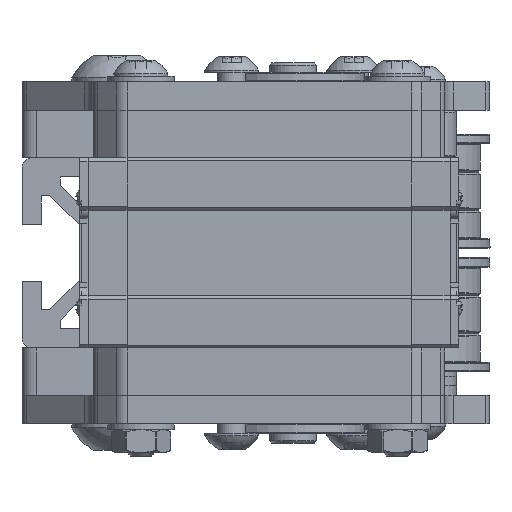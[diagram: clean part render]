
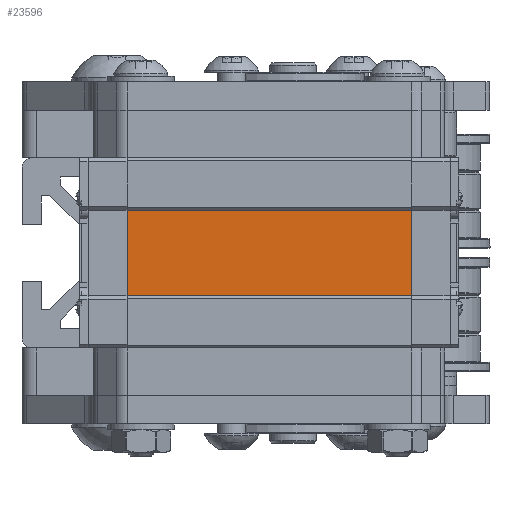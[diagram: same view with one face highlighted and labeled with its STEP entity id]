
A CAD part, left-side view. The second image highlights one B-rep face of the part: STEP entity #23596.
In plain terms, the highlighted planar face has unit normal (-1, 0, 0).
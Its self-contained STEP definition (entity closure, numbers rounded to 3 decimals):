
#999=PLANE('',#25307);
#2228=FACE_OUTER_BOUND('',#3570,.T.);
#3570=EDGE_LOOP('',(#16543,#16544,#16545,#16546));
#5121=LINE('',#35801,#7299);
#5122=LINE('',#35803,#7300);
#5123=LINE('',#35805,#7301);
#5124=LINE('',#35806,#7302);
#7299=VECTOR('',#28139,29.9);
#7300=VECTOR('',#28140,9.);
#7301=VECTOR('',#28141,29.9);
#7302=VECTOR('',#28142,9.);
#10716=VERTEX_POINT('',#35799);
#10717=VERTEX_POINT('',#35800);
#10718=VERTEX_POINT('',#35802);
#10719=VERTEX_POINT('',#35804);
#13025=EDGE_CURVE('',#10716,#10717,#5121,.T.);
#13026=EDGE_CURVE('',#10717,#10718,#5122,.T.);
#13027=EDGE_CURVE('',#10719,#10718,#5123,.T.);
#13028=EDGE_CURVE('',#10716,#10719,#5124,.T.);
#16543=ORIENTED_EDGE('',*,*,#13025,.T.);
#16544=ORIENTED_EDGE('',*,*,#13026,.T.);
#16545=ORIENTED_EDGE('',*,*,#13027,.F.);
#16546=ORIENTED_EDGE('',*,*,#13028,.F.);
#23596=ADVANCED_FACE('',(#2228),#999,.F.);
#25307=AXIS2_PLACEMENT_3D('',#35798,#28137,#28138);
#28137=DIRECTION('center_axis',(1.,0.,0.));
#28138=DIRECTION('ref_axis',(0.,1.,0.));
#28139=DIRECTION('',(0.,-1.,0.));
#28140=DIRECTION('',(0.,0.,1.));
#28141=DIRECTION('',(0.,-1.,0.));
#28142=DIRECTION('',(0.,0.,1.));
#35798=CARTESIAN_POINT('Origin',(148.968,219.998,-180.957));
#35799=CARTESIAN_POINT('',(148.968,219.998,-185.457));
#35800=CARTESIAN_POINT('',(148.968,190.098,-185.457));
#35801=CARTESIAN_POINT('',(148.968,219.998,-185.457));
#35802=CARTESIAN_POINT('',(148.968,190.098,-176.457));
#35803=CARTESIAN_POINT('',(148.968,190.098,-185.457));
#35804=CARTESIAN_POINT('',(148.968,219.998,-176.457));
#35805=CARTESIAN_POINT('',(148.968,219.998,-176.457));
#35806=CARTESIAN_POINT('',(148.968,219.998,-185.457));
